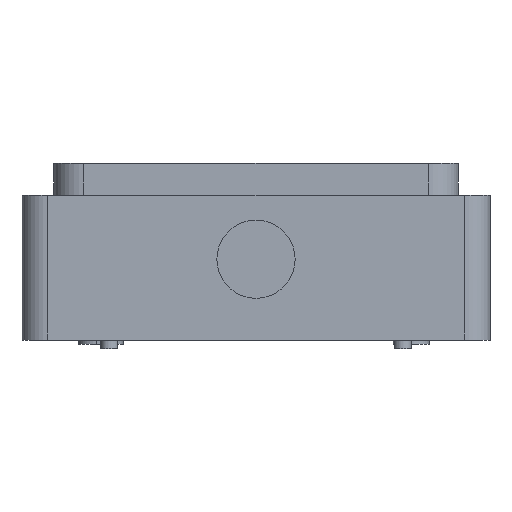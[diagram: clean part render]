
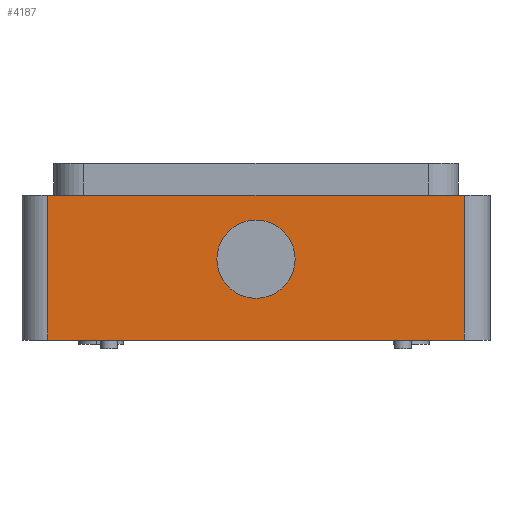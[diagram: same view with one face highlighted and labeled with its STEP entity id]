
A CAD part, front view. The second image highlights one B-rep face of the part: STEP entity #4187.
In plain terms, the highlighted planar face has unit normal (0, -1, 0).
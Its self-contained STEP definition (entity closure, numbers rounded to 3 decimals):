
#24 = DIRECTION ( 'NONE',  ( 1., 0., 0. ) ) ;
#155 = FACE_BOUND ( 'NONE', #4820, .T. ) ;
#271 = CIRCLE ( 'NONE', #1971, 9.2 ) ;
#483 = EDGE_CURVE ( 'NONE', #4405, #3870, #271, .T. ) ;
#498 = CARTESIAN_POINT ( 'NONE',  ( -49., -55., 34. ) ) ;
#579 = CARTESIAN_POINT ( 'NONE',  ( 49., -55., 34. ) ) ;
#923 = VERTEX_POINT ( 'NONE', #1841 ) ;
#943 = CARTESIAN_POINT ( 'NONE',  ( 0., -55., 19. ) ) ;
#1019 = CARTESIAN_POINT ( 'NONE',  ( 49., -55., 0. ) ) ;
#1209 = LINE ( 'NONE', #3657, #5724 ) ;
#1243 = ORIENTED_EDGE ( 'NONE', *, *, #5657, .T. ) ;
#1249 = VECTOR ( 'NONE', #5480, 1000. ) ;
#1390 = DIRECTION ( 'NONE',  ( 0., -1., 0. ) ) ;
#1424 = VERTEX_POINT ( 'NONE', #1019 ) ;
#1451 = LINE ( 'NONE', #4597, #1249 ) ;
#1519 = CARTESIAN_POINT ( 'NONE',  ( -49., -55., 34. ) ) ;
#1562 = ORIENTED_EDGE ( 'NONE', *, *, #5629, .F. ) ;
#1841 = CARTESIAN_POINT ( 'NONE',  ( -49., -55., 34. ) ) ;
#1971 = AXIS2_PLACEMENT_3D ( 'NONE', #3364, #4727, #2928 ) ;
#2215 = EDGE_LOOP ( 'NONE', ( #3948, #2924, #3318, #1243 ) ) ;
#2664 = FACE_OUTER_BOUND ( 'NONE', #2215, .T. ) ;
#2706 = DIRECTION ( 'NONE',  ( 0., 1., 0. ) ) ;
#2762 = PLANE ( 'NONE',  #5058 ) ;
#2887 = CARTESIAN_POINT ( 'NONE',  ( 9.2, -55., 19. ) ) ;
#2924 = ORIENTED_EDGE ( 'NONE', *, *, #3634, .F. ) ;
#2927 = DIRECTION ( 'NONE',  ( 1., 0., 0. ) ) ;
#2928 = DIRECTION ( 'NONE',  ( 1., 0., 0. ) ) ;
#3022 = VECTOR ( 'NONE', #2927, 1000. ) ;
#3053 = EDGE_CURVE ( 'NONE', #4926, #1424, #1451, .T. ) ;
#3270 = CIRCLE ( 'NONE', #5068, 9.2 ) ;
#3318 = ORIENTED_EDGE ( 'NONE', *, *, #3786, .F. ) ;
#3364 = CARTESIAN_POINT ( 'NONE',  ( 0., -55., 19. ) ) ;
#3580 = DIRECTION ( 'NONE',  ( 0., 0., -1. ) ) ;
#3634 = EDGE_CURVE ( 'NONE', #5157, #1424, #4831, .T. ) ;
#3644 = VECTOR ( 'NONE', #3701, 1000. ) ;
#3657 = CARTESIAN_POINT ( 'NONE',  ( -49., -55., 34. ) ) ;
#3701 = DIRECTION ( 'NONE',  ( 0., 0., -1. ) ) ;
#3786 = EDGE_CURVE ( 'NONE', #923, #5157, #3863, .T. ) ;
#3863 = LINE ( 'NONE', #1519, #3022 ) ;
#3870 = VERTEX_POINT ( 'NONE', #2887 ) ;
#3948 = ORIENTED_EDGE ( 'NONE', *, *, #3053, .T. ) ;
#4187 = ADVANCED_FACE ( 'NONE', ( #155, #2664 ), #2762, .F. ) ;
#4316 = ORIENTED_EDGE ( 'NONE', *, *, #483, .F. ) ;
#4405 = VERTEX_POINT ( 'NONE', #5495 ) ;
#4516 = DIRECTION ( 'NONE',  ( -1., 0., 0. ) ) ;
#4597 = CARTESIAN_POINT ( 'NONE',  ( -49., -55., 0. ) ) ;
#4668 = CARTESIAN_POINT ( 'NONE',  ( 49., -55., 34. ) ) ;
#4727 = DIRECTION ( 'NONE',  ( 0., -1., 0. ) ) ;
#4820 = EDGE_LOOP ( 'NONE', ( #1562, #4316 ) ) ;
#4831 = LINE ( 'NONE', #4668, #3644 ) ;
#4926 = VERTEX_POINT ( 'NONE', #5626 ) ;
#5058 = AXIS2_PLACEMENT_3D ( 'NONE', #498, #2706, #4516 ) ;
#5068 = AXIS2_PLACEMENT_3D ( 'NONE', #943, #1390, #24 ) ;
#5157 = VERTEX_POINT ( 'NONE', #579 ) ;
#5480 = DIRECTION ( 'NONE',  ( 1., 0., 0. ) ) ;
#5495 = CARTESIAN_POINT ( 'NONE',  ( -9.2, -55., 19. ) ) ;
#5626 = CARTESIAN_POINT ( 'NONE',  ( -49., -55., 0. ) ) ;
#5629 = EDGE_CURVE ( 'NONE', #3870, #4405, #3270, .T. ) ;
#5657 = EDGE_CURVE ( 'NONE', #923, #4926, #1209, .T. ) ;
#5724 = VECTOR ( 'NONE', #3580, 1000. ) ;
